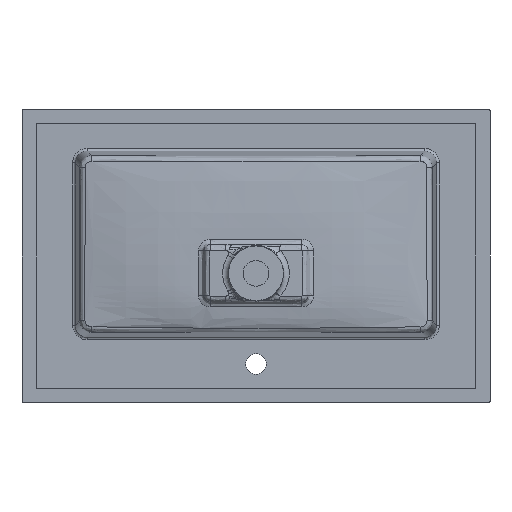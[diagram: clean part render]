
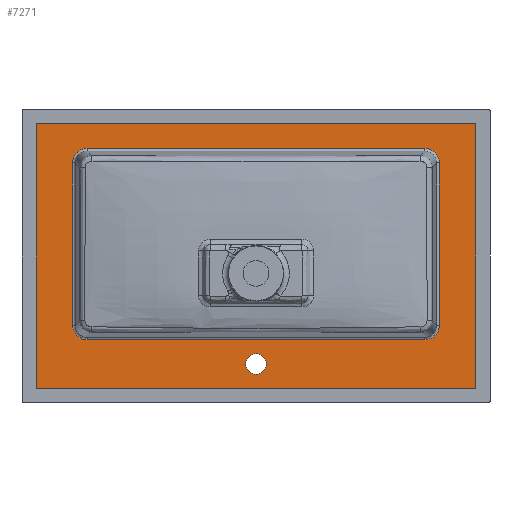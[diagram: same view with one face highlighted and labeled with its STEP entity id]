
A CAD part, front view. The second image highlights one B-rep face of the part: STEP entity #7271.
In plain terms, the highlighted planar face has unit normal (0, -1, 0).
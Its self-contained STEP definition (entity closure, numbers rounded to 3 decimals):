
#111 = CARTESIAN_POINT ( 'NONE',  ( -303.277, -12., 183.935 ) ) ;
#349 = DIRECTION ( 'NONE',  ( 0., 0., 1. ) ) ;
#464 = PLANE ( 'NONE',  #10227 ) ;
#552 =( BOUNDED_CURVE ( )  B_SPLINE_CURVE ( 3, ( #11001, #10650, #111, #14709 ),
 .UNSPECIFIED., .F., .F. ) 
 B_SPLINE_CURVE_WITH_KNOTS ( ( 4, 4 ),
 ( 2.36, 3.923 ),
 .UNSPECIFIED. ) 
 CURVE ( )  GEOMETRIC_REPRESENTATION_ITEM ( )  RATIONAL_B_SPLINE_CURVE ( ( 1., 0.807, 0.807, 1. ) ) 
 REPRESENTATION_ITEM ( '' )  );
#1204 = EDGE_CURVE ( 'NONE', #17435, #14953, #22138, .T. ) ;
#1574 = CARTESIAN_POINT ( 'NONE',  ( 303.277, -12., -143.205 ) ) ;
#1596 = CARTESIAN_POINT ( 'NONE',  ( 0., -12., -225.945 ) ) ;
#1695 = EDGE_LOOP ( 'NONE', ( #15075, #22700, #7556, #23638, #20404, #22498, #13074, #12391 ) ) ;
#1842 = VECTOR ( 'NONE', #21552, 1000. ) ;
#1869 = ORIENTED_EDGE ( 'NONE', *, *, #12482, .F. ) ;
#2237 = DIRECTION ( 'NONE',  ( 1., 0., 0. ) ) ;
#2323 = DIRECTION ( 'NONE',  ( 0., 0., 1. ) ) ;
#2396 = AXIS2_PLACEMENT_3D ( 'NONE', #2511, #9819, #8244 ) ;
#2441 = VERTEX_POINT ( 'NONE', #16273 ) ;
#2511 = CARTESIAN_POINT ( 'NONE',  ( 0., -12., -184.734 ) ) ;
#2703 = CARTESIAN_POINT ( 'NONE',  ( 313.57, -12., 173.642 ) ) ;
#3814 = CARTESIAN_POINT ( 'NONE',  ( 0., -12., -143.205 ) ) ;
#3952 = CARTESIAN_POINT ( 'NONE',  ( -313.57, -12., -118.3 ) ) ;
#4055 = ORIENTED_EDGE ( 'NONE', *, *, #23155, .F. ) ;
#4372 = CARTESIAN_POINT ( 'NONE',  ( -375.945, -12., -225.945 ) ) ;
#4859 = ORIENTED_EDGE ( 'NONE', *, *, #9253, .F. ) ;
#4942 = CARTESIAN_POINT ( 'NONE',  ( -288.665, -12., -143.205 ) ) ;
#5003 = EDGE_CURVE ( 'NONE', #2441, #5671, #12925, .T. ) ;
#5082 = EDGE_LOOP ( 'NONE', ( #4055, #19114, #4859, #1869 ) ) ;
#5189 =( BOUNDED_CURVE ( )  B_SPLINE_CURVE ( 3, ( #9650, #7964, #2703, #21147 ),
 .UNSPECIFIED., .F., .F. ) 
 B_SPLINE_CURVE_WITH_KNOTS ( ( 4, 4 ),
 ( 2.36, 3.923 ),
 .UNSPECIFIED. ) 
 CURVE ( )  GEOMETRIC_REPRESENTATION_ITEM ( )  RATIONAL_B_SPLINE_CURVE ( ( 1., 0.807, 0.807, 1. ) ) 
 REPRESENTATION_ITEM ( '' )  );
#5285 = CARTESIAN_POINT ( 'NONE',  ( 313.57, -12., -132.912 ) ) ;
#5504 = VERTEX_POINT ( 'NONE', #4372 ) ;
#5532 = VECTOR ( 'NONE', #8900, 1000. ) ;
#5671 = VERTEX_POINT ( 'NONE', #4942 ) ;
#5720 = DIRECTION ( 'NONE',  ( 0., 0., -1. ) ) ;
#5785 = EDGE_LOOP ( 'NONE', ( #9675 ) ) ;
#5877 = VERTEX_POINT ( 'NONE', #3952 ) ;
#6293 = CARTESIAN_POINT ( 'NONE',  ( -288.665, -12., -143.205 ) ) ;
#6543 = EDGE_CURVE ( 'NONE', #15135, #17435, #5189, .T. ) ;
#6648 = CARTESIAN_POINT ( 'NONE',  ( -303.277, -12., -143.205 ) ) ;
#7271 = ADVANCED_FACE ( 'NONE', ( #11722, #9684, #7875 ), #464, .F. ) ;
#7464 = LINE ( 'NONE', #16689, #12047 ) ;
#7556 = ORIENTED_EDGE ( 'NONE', *, *, #22795, .T. ) ;
#7627 =( BOUNDED_CURVE ( )  B_SPLINE_CURVE ( 3, ( #14154, #5285, #1574, #21469 ),
 .UNSPECIFIED., .F., .F. ) 
 B_SPLINE_CURVE_WITH_KNOTS ( ( 4, 4 ),
 ( 2.36, 3.923 ),
 .UNSPECIFIED. ) 
 CURVE ( )  GEOMETRIC_REPRESENTATION_ITEM ( )  RATIONAL_B_SPLINE_CURVE ( ( 1., 0.807, 0.807, 1. ) ) 
 REPRESENTATION_ITEM ( '' )  );
#7766 = CARTESIAN_POINT ( 'NONE',  ( 375.945, -12., 0. ) ) ;
#7819 = VERTEX_POINT ( 'NONE', #9628 ) ;
#7875 = FACE_OUTER_BOUND ( 'NONE', #5082, .T. ) ;
#7964 = CARTESIAN_POINT ( 'NONE',  ( 303.277, -12., 183.935 ) ) ;
#8244 = DIRECTION ( 'NONE',  ( 0., 0., 1. ) ) ;
#8629 = VECTOR ( 'NONE', #2237, 1000. ) ;
#8900 = DIRECTION ( 'NONE',  ( -1., 0., 0. ) ) ;
#9253 = EDGE_CURVE ( 'NONE', #16808, #5504, #14647, .T. ) ;
#9549 = EDGE_CURVE ( 'NONE', #14953, #2441, #7627, .T. ) ;
#9576 =( BOUNDED_CURVE ( )  B_SPLINE_CURVE ( 3, ( #6293, #6648, #22942, #19353 ),
 .UNSPECIFIED., .F., .T. ) 
 B_SPLINE_CURVE_WITH_KNOTS ( ( 4, 4 ),
 ( 2.36, 3.923 ),
 .UNSPECIFIED. ) 
 CURVE ( )  GEOMETRIC_REPRESENTATION_ITEM ( )  RATIONAL_B_SPLINE_CURVE ( ( 1., 0.807, 0.807, 1. ) ) 
 REPRESENTATION_ITEM ( '' )  );
#9628 = CARTESIAN_POINT ( 'NONE',  ( 0., -12., -167.234 ) ) ;
#9650 = CARTESIAN_POINT ( 'NONE',  ( 288.665, -12., 183.935 ) ) ;
#9675 = ORIENTED_EDGE ( 'NONE', *, *, #18369, .T. ) ;
#9684 = FACE_BOUND ( 'NONE', #1695, .T. ) ;
#9819 = DIRECTION ( 'NONE',  ( 0., 1., 0. ) ) ;
#10227 = AXIS2_PLACEMENT_3D ( 'NONE', #16754, #22382, #349 ) ;
#10650 = CARTESIAN_POINT ( 'NONE',  ( -313.57, -12., 173.642 ) ) ;
#11001 = CARTESIAN_POINT ( 'NONE',  ( -313.57, -12., 159.03 ) ) ;
#11046 = CARTESIAN_POINT ( 'NONE',  ( 375.945, -12., -225.945 ) ) ;
#11216 = DIRECTION ( 'NONE',  ( 0., 0., 1. ) ) ;
#11690 = VECTOR ( 'NONE', #11216, 1000. ) ;
#11722 = FACE_BOUND ( 'NONE', #5785, .T. ) ;
#11821 = CARTESIAN_POINT ( 'NONE',  ( 288.665, -12., 183.935 ) ) ;
#12047 = VECTOR ( 'NONE', #2323, 1000. ) ;
#12391 = ORIENTED_EDGE ( 'NONE', *, *, #9549, .T. ) ;
#12482 = EDGE_CURVE ( 'NONE', #20535, #16808, #16882, .T. ) ;
#12722 = CIRCLE ( 'NONE', #2396, 17.5 ) ;
#12925 = LINE ( 'NONE', #3814, #1842 ) ;
#13074 = ORIENTED_EDGE ( 'NONE', *, *, #1204, .T. ) ;
#13693 = EDGE_CURVE ( 'NONE', #5504, #21738, #7464, .T. ) ;
#14154 = CARTESIAN_POINT ( 'NONE',  ( 313.57, -12., -118.3 ) ) ;
#14440 = VECTOR ( 'NONE', #5720, 1000. ) ;
#14647 = LINE ( 'NONE', #1596, #5532 ) ;
#14688 = DIRECTION ( 'NONE',  ( 1., 0., 0. ) ) ;
#14709 = CARTESIAN_POINT ( 'NONE',  ( -288.665, -12., 183.935 ) ) ;
#14953 = VERTEX_POINT ( 'NONE', #23359 ) ;
#15075 = ORIENTED_EDGE ( 'NONE', *, *, #5003, .T. ) ;
#15135 = VERTEX_POINT ( 'NONE', #11821 ) ;
#15792 = VERTEX_POINT ( 'NONE', #18268 ) ;
#15855 = CARTESIAN_POINT ( 'NONE',  ( -288.665, -12., 183.935 ) ) ;
#16273 = CARTESIAN_POINT ( 'NONE',  ( 288.665, -12., -143.205 ) ) ;
#16369 = CARTESIAN_POINT ( 'NONE',  ( 0., -12., 183.935 ) ) ;
#16489 = CARTESIAN_POINT ( 'NONE',  ( -313.57, -12., 0. ) ) ;
#16601 = LINE ( 'NONE', #16369, #21251 ) ;
#16689 = CARTESIAN_POINT ( 'NONE',  ( -375.945, -12., 0. ) ) ;
#16754 = CARTESIAN_POINT ( 'NONE',  ( 0., -12., 0. ) ) ;
#16808 = VERTEX_POINT ( 'NONE', #11046 ) ;
#16882 = LINE ( 'NONE', #7766, #20459 ) ;
#16991 = CARTESIAN_POINT ( 'NONE',  ( 313.57, -12., 159.03 ) ) ;
#17435 = VERTEX_POINT ( 'NONE', #16991 ) ;
#18268 = CARTESIAN_POINT ( 'NONE',  ( -313.57, -12., 159.03 ) ) ;
#18369 = EDGE_CURVE ( 'NONE', #7819, #7819, #12722, .T. ) ;
#18516 = LINE ( 'NONE', #16489, #11690 ) ;
#18638 = CARTESIAN_POINT ( 'NONE',  ( 0., -12., 225.945 ) ) ;
#18997 = LINE ( 'NONE', #18638, #8629 ) ;
#19114 = ORIENTED_EDGE ( 'NONE', *, *, #13693, .F. ) ;
#19353 = CARTESIAN_POINT ( 'NONE',  ( -313.57, -12., -118.3 ) ) ;
#19542 = EDGE_CURVE ( 'NONE', #15792, #22085, #552, .T. ) ;
#19995 = CARTESIAN_POINT ( 'NONE',  ( 375.945, -12., 225.945 ) ) ;
#20404 = ORIENTED_EDGE ( 'NONE', *, *, #22704, .T. ) ;
#20459 = VECTOR ( 'NONE', #20722, 1000. ) ;
#20535 = VERTEX_POINT ( 'NONE', #19995 ) ;
#20722 = DIRECTION ( 'NONE',  ( 0., 0., -1. ) ) ;
#21147 = CARTESIAN_POINT ( 'NONE',  ( 313.57, -12., 159.03 ) ) ;
#21251 = VECTOR ( 'NONE', #14688, 1000. ) ;
#21469 = CARTESIAN_POINT ( 'NONE',  ( 288.665, -12., -143.205 ) ) ;
#21552 = DIRECTION ( 'NONE',  ( -1., 0., 0. ) ) ;
#21662 = CARTESIAN_POINT ( 'NONE',  ( 313.57, -12., 0. ) ) ;
#21691 = EDGE_CURVE ( 'NONE', #5671, #5877, #9576, .T. ) ;
#21738 = VERTEX_POINT ( 'NONE', #23059 ) ;
#22085 = VERTEX_POINT ( 'NONE', #15855 ) ;
#22138 = LINE ( 'NONE', #21662, #14440 ) ;
#22382 = DIRECTION ( 'NONE',  ( 0., 1., 0. ) ) ;
#22498 = ORIENTED_EDGE ( 'NONE', *, *, #6543, .T. ) ;
#22700 = ORIENTED_EDGE ( 'NONE', *, *, #21691, .T. ) ;
#22704 = EDGE_CURVE ( 'NONE', #22085, #15135, #16601, .T. ) ;
#22795 = EDGE_CURVE ( 'NONE', #5877, #15792, #18516, .T. ) ;
#22942 = CARTESIAN_POINT ( 'NONE',  ( -313.57, -12., -132.912 ) ) ;
#23059 = CARTESIAN_POINT ( 'NONE',  ( -375.945, -12., 225.945 ) ) ;
#23155 = EDGE_CURVE ( 'NONE', #21738, #20535, #18997, .T. ) ;
#23359 = CARTESIAN_POINT ( 'NONE',  ( 313.57, -12., -118.3 ) ) ;
#23638 = ORIENTED_EDGE ( 'NONE', *, *, #19542, .T. ) ;
